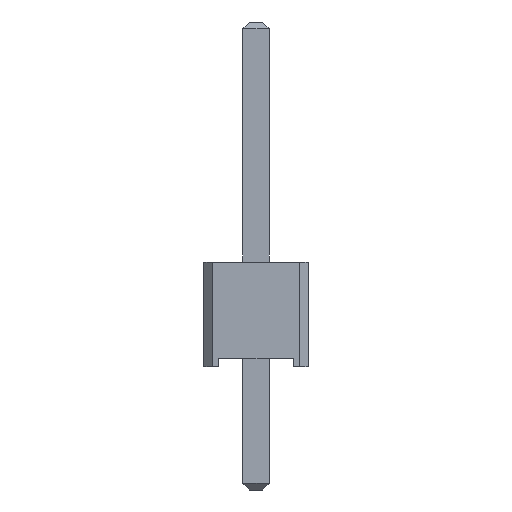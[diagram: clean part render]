
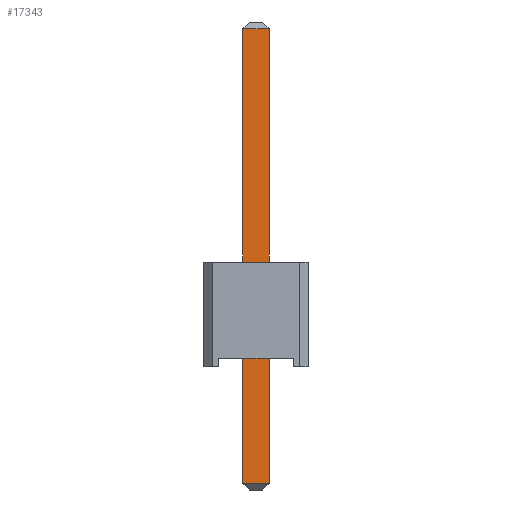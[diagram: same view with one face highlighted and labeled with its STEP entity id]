
A CAD part, left-side view. The second image highlights one B-rep face of the part: STEP entity #17343.
In plain terms, the highlighted planar face has unit normal (-1, 0, 0).
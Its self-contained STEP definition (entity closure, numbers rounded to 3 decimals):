
#17227 = EDGE_CURVE('',#17228,#17230,#17232,.T.);
#17228 = VERTEX_POINT('',#17229);
#17229 = CARTESIAN_POINT('',(-0.32,0.32,-2.84));
#17230 = VERTEX_POINT('',#17231);
#17231 = CARTESIAN_POINT('',(-0.32,0.32,8.22));
#17232 = SURFACE_CURVE('',#17233,(#17237,#17249),.PCURVE_S1.);
#17233 = LINE('',#17234,#17235);
#17234 = CARTESIAN_POINT('',(-0.32,0.32,-3.));
#17235 = VECTOR('',#17236,1.);
#17236 = DIRECTION('',(0.,0.,1.));
#17237 = PCURVE('',#17238,#17243);
#17238 = PLANE('',#17239);
#17239 = AXIS2_PLACEMENT_3D('',#17240,#17241,#17242);
#17240 = CARTESIAN_POINT('',(-0.32,0.32,-3.));
#17241 = DIRECTION('',(0.,1.,0.));
#17242 = DIRECTION('',(1.,0.,0.));
#17243 = DEFINITIONAL_REPRESENTATION('',(#17244),#17248);
#17244 = LINE('',#17245,#17246);
#17245 = CARTESIAN_POINT('',(0.,0.));
#17246 = VECTOR('',#17247,1.);
#17247 = DIRECTION('',(0.,-1.));
#17248 = ( GEOMETRIC_REPRESENTATION_CONTEXT(2) 
PARAMETRIC_REPRESENTATION_CONTEXT() REPRESENTATION_CONTEXT('2D SPACE',''
  ) );
#17249 = PCURVE('',#17250,#17255);
#17250 = PLANE('',#17251);
#17251 = AXIS2_PLACEMENT_3D('',#17252,#17253,#17254);
#17252 = CARTESIAN_POINT('',(-0.32,-0.32,-3.));
#17253 = DIRECTION('',(-1.,0.,0.));
#17254 = DIRECTION('',(0.,1.,0.));
#17255 = DEFINITIONAL_REPRESENTATION('',(#17256),#17260);
#17256 = LINE('',#17257,#17258);
#17257 = CARTESIAN_POINT('',(0.64,0.));
#17258 = VECTOR('',#17259,1.);
#17259 = DIRECTION('',(0.,-1.));
#17260 = ( GEOMETRIC_REPRESENTATION_CONTEXT(2) 
PARAMETRIC_REPRESENTATION_CONTEXT() REPRESENTATION_CONTEXT('2D SPACE',''
  ) );
#17343 = ADVANCED_FACE('',(#17344),#17250,.T.);
#17344 = FACE_BOUND('',#17345,.T.);
#17345 = EDGE_LOOP('',(#17346,#17376,#17402,#17403));
#17346 = ORIENTED_EDGE('',*,*,#17347,.T.);
#17347 = EDGE_CURVE('',#17348,#17350,#17352,.T.);
#17348 = VERTEX_POINT('',#17349);
#17349 = CARTESIAN_POINT('',(-0.32,-0.32,-2.84));
#17350 = VERTEX_POINT('',#17351);
#17351 = CARTESIAN_POINT('',(-0.32,-0.32,8.22));
#17352 = SURFACE_CURVE('',#17353,(#17357,#17364),.PCURVE_S1.);
#17353 = LINE('',#17354,#17355);
#17354 = CARTESIAN_POINT('',(-0.32,-0.32,-3.));
#17355 = VECTOR('',#17356,1.);
#17356 = DIRECTION('',(0.,0.,1.));
#17357 = PCURVE('',#17250,#17358);
#17358 = DEFINITIONAL_REPRESENTATION('',(#17359),#17363);
#17359 = LINE('',#17360,#17361);
#17360 = CARTESIAN_POINT('',(0.,0.));
#17361 = VECTOR('',#17362,1.);
#17362 = DIRECTION('',(0.,-1.));
#17363 = ( GEOMETRIC_REPRESENTATION_CONTEXT(2) 
PARAMETRIC_REPRESENTATION_CONTEXT() REPRESENTATION_CONTEXT('2D SPACE',''
  ) );
#17364 = PCURVE('',#17365,#17370);
#17365 = PLANE('',#17366);
#17366 = AXIS2_PLACEMENT_3D('',#17367,#17368,#17369);
#17367 = CARTESIAN_POINT('',(0.32,-0.32,-3.));
#17368 = DIRECTION('',(0.,-1.,0.));
#17369 = DIRECTION('',(-1.,0.,0.));
#17370 = DEFINITIONAL_REPRESENTATION('',(#17371),#17375);
#17371 = LINE('',#17372,#17373);
#17372 = CARTESIAN_POINT('',(0.64,0.));
#17373 = VECTOR('',#17374,1.);
#17374 = DIRECTION('',(0.,-1.));
#17375 = ( GEOMETRIC_REPRESENTATION_CONTEXT(2) 
PARAMETRIC_REPRESENTATION_CONTEXT() REPRESENTATION_CONTEXT('2D SPACE',''
  ) );
#17376 = ORIENTED_EDGE('',*,*,#17377,.T.);
#17377 = EDGE_CURVE('',#17350,#17230,#17378,.T.);
#17378 = SURFACE_CURVE('',#17379,(#17383,#17390),.PCURVE_S1.);
#17379 = LINE('',#17380,#17381);
#17380 = CARTESIAN_POINT('',(-0.32,-0.32,8.22));
#17381 = VECTOR('',#17382,1.);
#17382 = DIRECTION('',(0.,1.,0.));
#17383 = PCURVE('',#17250,#17384);
#17384 = DEFINITIONAL_REPRESENTATION('',(#17385),#17389);
#17385 = LINE('',#17386,#17387);
#17386 = CARTESIAN_POINT('',(0.,-11.22));
#17387 = VECTOR('',#17388,1.);
#17388 = DIRECTION('',(1.,0.));
#17389 = ( GEOMETRIC_REPRESENTATION_CONTEXT(2) 
PARAMETRIC_REPRESENTATION_CONTEXT() REPRESENTATION_CONTEXT('2D SPACE',''
  ) );
#17390 = PCURVE('',#17391,#17396);
#17391 = PLANE('',#17392);
#17392 = AXIS2_PLACEMENT_3D('',#17393,#17394,#17395);
#17393 = CARTESIAN_POINT('',(-0.24,-0.32,8.3));
#17394 = DIRECTION('',(-0.707,0.,
    0.707));
#17395 = DIRECTION('',(0.,-1.,0.));
#17396 = DEFINITIONAL_REPRESENTATION('',(#17397),#17401);
#17397 = LINE('',#17398,#17399);
#17398 = CARTESIAN_POINT('',(0.,-0.113));
#17399 = VECTOR('',#17400,1.);
#17400 = DIRECTION('',(-1.,0.));
#17401 = ( GEOMETRIC_REPRESENTATION_CONTEXT(2) 
PARAMETRIC_REPRESENTATION_CONTEXT() REPRESENTATION_CONTEXT('2D SPACE',''
  ) );
#17402 = ORIENTED_EDGE('',*,*,#17227,.F.);
#17403 = ORIENTED_EDGE('',*,*,#17404,.F.);
#17404 = EDGE_CURVE('',#17348,#17228,#17405,.T.);
#17405 = SURFACE_CURVE('',#17406,(#17410,#17417),.PCURVE_S1.);
#17406 = LINE('',#17407,#17408);
#17407 = CARTESIAN_POINT('',(-0.32,-0.32,-2.84));
#17408 = VECTOR('',#17409,1.);
#17409 = DIRECTION('',(0.,1.,0.));
#17410 = PCURVE('',#17250,#17411);
#17411 = DEFINITIONAL_REPRESENTATION('',(#17412),#17416);
#17412 = LINE('',#17413,#17414);
#17413 = CARTESIAN_POINT('',(0.,-0.16));
#17414 = VECTOR('',#17415,1.);
#17415 = DIRECTION('',(1.,0.));
#17416 = ( GEOMETRIC_REPRESENTATION_CONTEXT(2) 
PARAMETRIC_REPRESENTATION_CONTEXT() REPRESENTATION_CONTEXT('2D SPACE',''
  ) );
#17417 = PCURVE('',#17418,#17423);
#17418 = PLANE('',#17419);
#17419 = AXIS2_PLACEMENT_3D('',#17420,#17421,#17422);
#17420 = CARTESIAN_POINT('',(-0.24,-0.32,-2.92));
#17421 = DIRECTION('',(0.707,0.,0.707));
#17422 = DIRECTION('',(0.,-1.,0.));
#17423 = DEFINITIONAL_REPRESENTATION('',(#17424),#17428);
#17424 = LINE('',#17425,#17426);
#17425 = CARTESIAN_POINT('',(0.,-0.113));
#17426 = VECTOR('',#17427,1.);
#17427 = DIRECTION('',(-1.,0.));
#17428 = ( GEOMETRIC_REPRESENTATION_CONTEXT(2) 
PARAMETRIC_REPRESENTATION_CONTEXT() REPRESENTATION_CONTEXT('2D SPACE',''
  ) );
